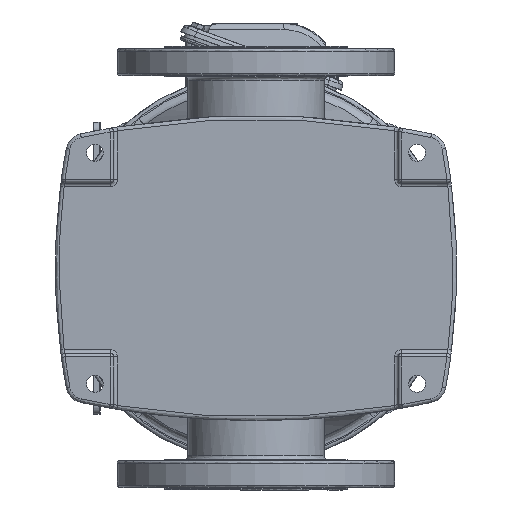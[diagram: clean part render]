
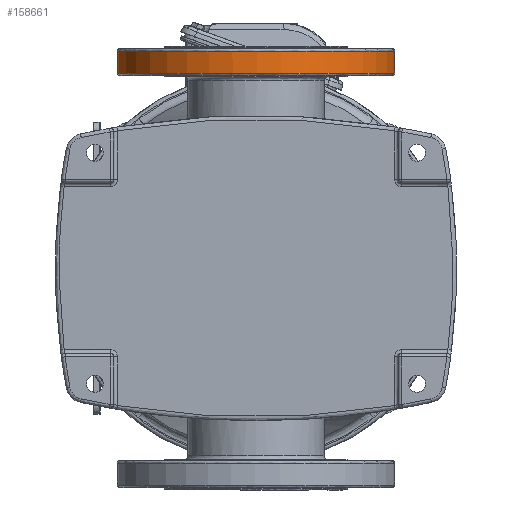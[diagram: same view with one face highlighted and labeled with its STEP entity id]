
A CAD part, front view. The second image highlights one B-rep face of the part: STEP entity #158661.
In plain terms, the highlighted cylindrical face has radius 114.3 mm (diameter 228.6 mm), a partial arc.
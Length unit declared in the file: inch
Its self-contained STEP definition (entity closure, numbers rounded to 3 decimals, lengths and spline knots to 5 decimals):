
#3207 = VERTEX_POINT ( 'NONE', #88374 ) ;
#7743 = CARTESIAN_POINT ( 'NONE',  ( -4.5, 5.51181, 7.18504 ) ) ;
#10182 = ORIENTED_EDGE ( 'NONE', *, *, #123263, .F. ) ;
#11379 = AXIS2_PLACEMENT_3D ( 'NONE', #93806, #131893, #106756 ) ;
#12705 = EDGE_LOOP ( 'NONE', ( #10182, #132384, #73447, #44759, #105367, #80737 ) ) ;
#17887 = AXIS2_PLACEMENT_3D ( 'NONE', #94893, #132191, #21931 ) ;
#18148 = CARTESIAN_POINT ( 'NONE',  ( 4.5, 5.51181, 6.3189 ) ) ;
#19189 = DIRECTION ( 'NONE',  ( 0., 0., 1. ) ) ;
#21931 = DIRECTION ( 'NONE',  ( 1., 0., 0. ) ) ;
#30797 = EDGE_CURVE ( 'NONE', #98750, #67547, #153798, .T. ) ;
#34070 = VERTEX_POINT ( 'NONE', #144397 ) ;
#40844 = CARTESIAN_POINT ( 'NONE',  ( 0., 5.51181, 6.3189 ) ) ;
#41687 = EDGE_CURVE ( 'NONE', #3207, #137917, #155262, .T. ) ;
#44759 = ORIENTED_EDGE ( 'NONE', *, *, #30797, .T. ) ;
#44832 = AXIS2_PLACEMENT_3D ( 'NONE', #120568, #144145, #118979 ) ;
#48069 = CARTESIAN_POINT ( 'NONE',  ( -4.49988, 5.47957, 7.02756 ) ) ;
#52142 = CARTESIAN_POINT ( 'NONE',  ( 0., 5.51181, 6.3189 ) ) ;
#53754 = DIRECTION ( 'NONE',  ( -1., -0.011, 0. ) ) ;
#55719 = CYLINDRICAL_SURFACE ( 'NONE', #11379, 4.5 ) ;
#61833 = CIRCLE ( 'NONE', #17887, 4.5 ) ;
#67262 = AXIS2_PLACEMENT_3D ( 'NONE', #52142, #154339, #53754 ) ;
#67547 = VERTEX_POINT ( 'NONE', #143699 ) ;
#67628 = DIRECTION ( 'NONE',  ( 0., 0., -1. ) ) ;
#73447 = ORIENTED_EDGE ( 'NONE', *, *, #89276, .F. ) ;
#80737 = ORIENTED_EDGE ( 'NONE', *, *, #109215, .T. ) ;
#84776 = CARTESIAN_POINT ( 'NONE',  ( -4.5, 5.51181, 6.3189 ) ) ;
#88374 = CARTESIAN_POINT ( 'NONE',  ( -4.49975, 5.46418, 6.3189 ) ) ;
#89276 = EDGE_CURVE ( 'NONE', #98750, #3207, #94920, .T. ) ;
#93806 = CARTESIAN_POINT ( 'NONE',  ( 0., 5.51181, 7.18504 ) ) ;
#94893 = CARTESIAN_POINT ( 'NONE',  ( 0., 5.51181, 7.02756 ) ) ;
#94920 = CIRCLE ( 'NONE', #115566, 4.5 ) ;
#96833 = LINE ( 'NONE', #7743, #132882 ) ;
#98750 = VERTEX_POINT ( 'NONE', #18148 ) ;
#101173 = VECTOR ( 'NONE', #19189, 39.37008 ) ;
#105156 = FACE_OUTER_BOUND ( 'NONE', #12705, .T. ) ;
#105367 = ORIENTED_EDGE ( 'NONE', *, *, #117736, .T. ) ;
#106756 = DIRECTION ( 'NONE',  ( 1., 0., 0. ) ) ;
#106959 = CIRCLE ( 'NONE', #44832, 4.5 ) ;
#109215 = EDGE_CURVE ( 'NONE', #147131, #34070, #106959, .T. ) ;
#115566 = AXIS2_PLACEMENT_3D ( 'NONE', #40844, #67628, #128401 ) ;
#117736 = EDGE_CURVE ( 'NONE', #67547, #147131, #61833, .T. ) ;
#118979 = DIRECTION ( 'NONE',  ( 1., 0., 0. ) ) ;
#120568 = CARTESIAN_POINT ( 'NONE',  ( 0., 5.51181, 7.02756 ) ) ;
#123263 = EDGE_CURVE ( 'NONE', #137917, #34070, #96833, .T. ) ;
#128401 = DIRECTION ( 'NONE',  ( -1., -0.011, 0. ) ) ;
#130210 = CARTESIAN_POINT ( 'NONE',  ( 4.5, 5.51181, 7.18504 ) ) ;
#131893 = DIRECTION ( 'NONE',  ( 0., 0., 1. ) ) ;
#132191 = DIRECTION ( 'NONE',  ( 0., 0., -1. ) ) ;
#132384 = ORIENTED_EDGE ( 'NONE', *, *, #41687, .F. ) ;
#132882 = VECTOR ( 'NONE', #146303, 39.37008 ) ;
#137917 = VERTEX_POINT ( 'NONE', #84776 ) ;
#143699 = CARTESIAN_POINT ( 'NONE',  ( 4.5, 5.51181, 7.02756 ) ) ;
#144145 = DIRECTION ( 'NONE',  ( 0., 0., -1. ) ) ;
#144397 = CARTESIAN_POINT ( 'NONE',  ( -4.5, 5.51181, 7.02756 ) ) ;
#146303 = DIRECTION ( 'NONE',  ( 0., 0., 1. ) ) ;
#147131 = VERTEX_POINT ( 'NONE', #48069 ) ;
#153798 = LINE ( 'NONE', #130210, #101173 ) ;
#154339 = DIRECTION ( 'NONE',  ( 0., 0., -1. ) ) ;
#155262 = CIRCLE ( 'NONE', #67262, 4.5 ) ;
#158661 = ADVANCED_FACE ( 'NONE', ( #105156 ), #55719, .T. ) ;
